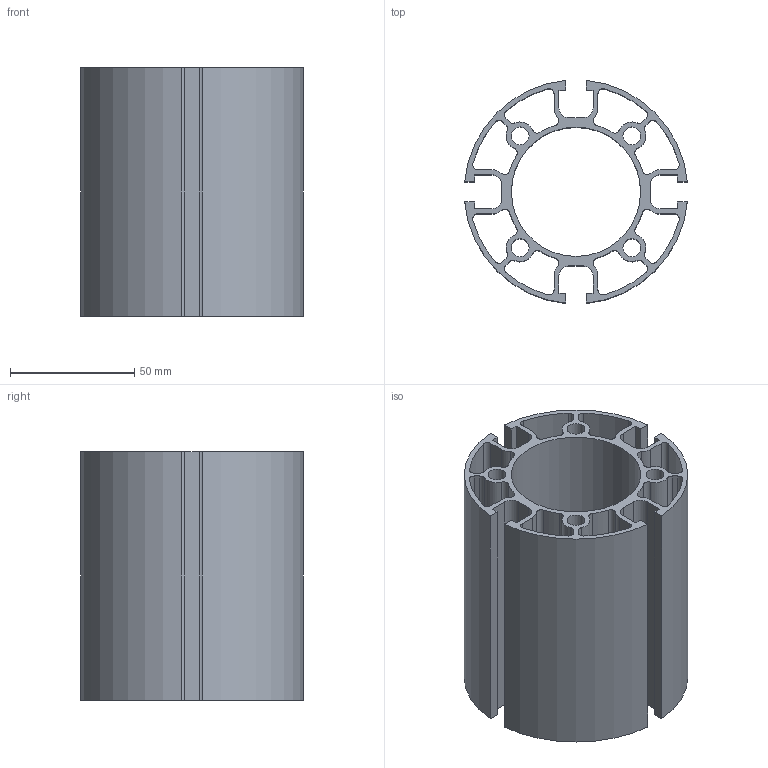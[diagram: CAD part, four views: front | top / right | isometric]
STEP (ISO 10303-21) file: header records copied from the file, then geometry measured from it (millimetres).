
FILE_DESCRIPTION(/* description */ (''),/* implementation_level */ '2;1');
FILE_NAME(/* name */ '119091.stp',/* time_stamp */ '2020-01-07T12:15:46+01:00',/* author */ ('Hnátek'),/* organization */ ('Alutec K&K'),/* preprocessor_version */ 'ST-DEVELOPER v17',/* originating_system */ 'Autodesk Inventor 2018',/* authorisation */ '');
FILE_SCHEMA (('AUTOMOTIVE_DESIGN { 1 0 10303 214 3 1 1 }'));
Length unit declared in the file: millimetre
Products named in the file (1): 119091
Bounding box: 89.63 x 89.63 x 100 mm (x, y, z)
Volume: 147419.6 mm3; surface area: 122117.8 mm2
Topology: 1 solids, 1 shells, 135 faces, 399 edges, 266 vertices
Faces by surface type: cylinder 89, plane 46
Full cylindrical faces by diameter (mm): 7.2 x4, 52 x1
Entity records: 4682 total; most frequent: DIRECTION 849, CARTESIAN_POINT 801, ORIENTED_EDGE 798, EDGE_CURVE 399, AXIS2_PLACEMENT_3D 314, VERTEX_POINT 266, LINE 221, VECTOR 221
